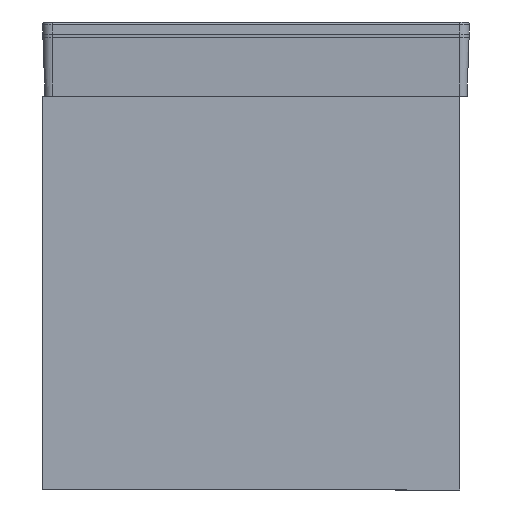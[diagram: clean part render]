
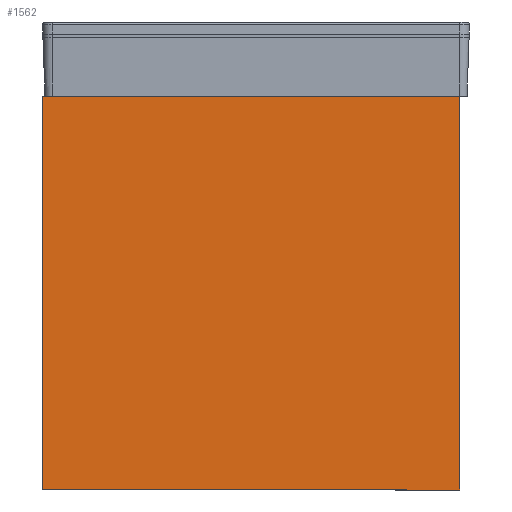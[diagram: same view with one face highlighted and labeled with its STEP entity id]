
A CAD part, left-side view. The second image highlights one B-rep face of the part: STEP entity #1562.
In plain terms, the highlighted planar face has unit normal (-1, 0, 0).
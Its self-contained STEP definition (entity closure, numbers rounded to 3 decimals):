
#1562=ADVANCED_FACE('',(#1864),#6598,.T.);
#1864=FACE_OUTER_BOUND('',#2175,.T.);
#2175=EDGE_LOOP('',(#2864,#2865,#2866,#2867));
#2864=ORIENTED_EDGE('',*,*,#4376,.F.);
#2865=ORIENTED_EDGE('',*,*,#4377,.F.);
#2866=ORIENTED_EDGE('',*,*,#4373,.F.);
#2867=ORIENTED_EDGE('',*,*,#4375,.F.);
#4373=EDGE_CURVE('',#6052,#6053,#5355,.T.);
#4375=EDGE_CURVE('',#6054,#6052,#5357,.T.);
#4376=EDGE_CURVE('',#6055,#6054,#5358,.T.);
#4377=EDGE_CURVE('',#6053,#6055,#5359,.T.);
#5355=B_SPLINE_CURVE_WITH_KNOTS('',1,(#8669,#8670),.UNSPECIFIED.,.F.,.F.,
(2,2),(0.,450.),.UNSPECIFIED.);
#5357=B_SPLINE_CURVE_WITH_KNOTS('',1,(#8673,#8674),.UNSPECIFIED.,.F.,.F.,
(2,2),(-425.,0.),.UNSPECIFIED.);
#5358=B_SPLINE_CURVE_WITH_KNOTS('',1,(#8675,#8676),.UNSPECIFIED.,.F.,.F.,
(2,2),(-450.,0.),.UNSPECIFIED.);
#5359=B_SPLINE_CURVE_WITH_KNOTS('',1,(#8677,#8678),.UNSPECIFIED.,.F.,.F.,
(2,2),(-425.,0.),.UNSPECIFIED.);
#6052=VERTEX_POINT('',#8655);
#6053=VERTEX_POINT('',#8656);
#6054=VERTEX_POINT('',#8657);
#6055=VERTEX_POINT('',#8658);
#6598=PLANE('',#7120);
#7120=AXIS2_PLACEMENT_3D('',#8647,#7352,$);
#7352=DIRECTION('',(-1.,0.,0.));
#8647=CARTESIAN_POINT('',(-490.5,-255.,-45.));
#8655=CARTESIAN_POINT('',(-490.5,212.5,0.));
#8656=CARTESIAN_POINT('',(-490.5,212.5,450.));
#8657=CARTESIAN_POINT('',(-490.5,-212.5,0.));
#8658=CARTESIAN_POINT('',(-490.5,-212.5,450.));
#8669=CARTESIAN_POINT('',(-490.5,212.5,0.));
#8670=CARTESIAN_POINT('',(-490.5,212.5,450.));
#8673=CARTESIAN_POINT('',(-490.5,-212.5,0.));
#8674=CARTESIAN_POINT('',(-490.5,212.5,0.));
#8675=CARTESIAN_POINT('',(-490.5,-212.5,450.));
#8676=CARTESIAN_POINT('',(-490.5,-212.5,0.));
#8677=CARTESIAN_POINT('',(-490.5,212.5,450.));
#8678=CARTESIAN_POINT('',(-490.5,-212.5,450.));
